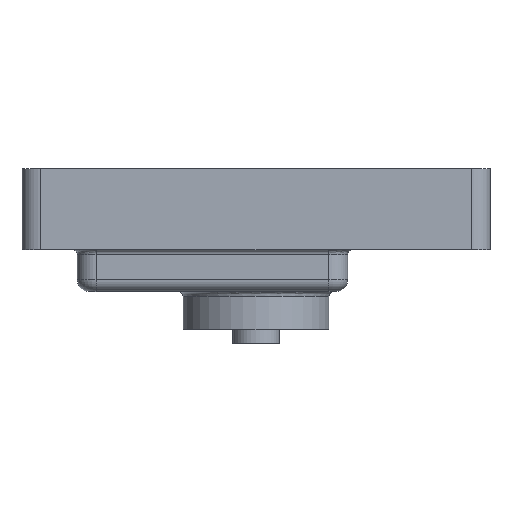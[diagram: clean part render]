
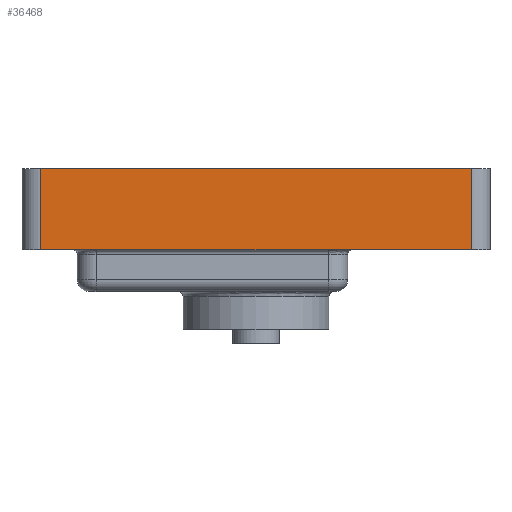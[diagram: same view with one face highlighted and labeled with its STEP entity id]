
A CAD part, front view. The second image highlights one B-rep face of the part: STEP entity #36468.
In plain terms, the highlighted planar face has unit normal (0, -1, 0).
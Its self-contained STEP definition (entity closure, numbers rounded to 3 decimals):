
#1843 = ORIENTED_EDGE ( 'NONE', *, *, #31296, .F. ) ;
#2275 = CARTESIAN_POINT ( 'NONE',  ( 91.5, -99.5, 30.95 ) ) ;
#7448 = DIRECTION ( 'NONE',  ( 0., 1., 0. ) ) ;
#7734 = EDGE_LOOP ( 'NONE', ( #21260, #1843, #44167, #30152 ) ) ;
#8830 = CARTESIAN_POINT ( 'NONE',  ( 91.5, -99.5, 13.7 ) ) ;
#10349 = FACE_OUTER_BOUND ( 'NONE', #7734, .T. ) ;
#11637 = LINE ( 'NONE', #36006, #34876 ) ;
#15591 = DIRECTION ( 'NONE',  ( 0., 0., 1. ) ) ;
#17393 = DIRECTION ( 'NONE',  ( 0., 0., 1. ) ) ;
#17681 = VERTEX_POINT ( 'NONE', #8830 ) ;
#19558 = CARTESIAN_POINT ( 'NONE',  ( 99.5, -99.5, 0. ) ) ;
#21260 = ORIENTED_EDGE ( 'NONE', *, *, #39352, .T. ) ;
#23126 = VECTOR ( 'NONE', #24981, 1000. ) ;
#24298 = EDGE_CURVE ( 'NONE', #25505, #48656, #11637, .T. ) ;
#24981 = DIRECTION ( 'NONE',  ( 1., 0., 0. ) ) ;
#25505 = VERTEX_POINT ( 'NONE', #39975 ) ;
#25549 = LINE ( 'NONE', #47101, #23126 ) ;
#30018 = VERTEX_POINT ( 'NONE', #33499 ) ;
#30152 = ORIENTED_EDGE ( 'NONE', *, *, #36681, .F. ) ;
#31296 = EDGE_CURVE ( 'NONE', #48656, #17681, #43410, .T. ) ;
#32116 = VECTOR ( 'NONE', #32383, 1000. ) ;
#32383 = DIRECTION ( 'NONE',  ( 0., 0., -1. ) ) ;
#33499 = CARTESIAN_POINT ( 'NONE',  ( -91.5, -99.5, 13.7 ) ) ;
#34876 = VECTOR ( 'NONE', #35853, 1000. ) ;
#35853 = DIRECTION ( 'NONE',  ( 1., 0., 0. ) ) ;
#36006 = CARTESIAN_POINT ( 'NONE',  ( 99.5, -99.5, 48.2 ) ) ;
#36205 = CARTESIAN_POINT ( 'NONE',  ( -91.5, -99.5, 0. ) ) ;
#36468 = ADVANCED_FACE ( 'NONE', ( #10349 ), #42041, .F. ) ;
#36681 = EDGE_CURVE ( 'NONE', #30018, #25505, #46084, .T. ) ;
#39352 = EDGE_CURVE ( 'NONE', #30018, #17681, #25549, .T. ) ;
#39406 = CARTESIAN_POINT ( 'NONE',  ( 91.5, -99.5, 48.2 ) ) ;
#39975 = CARTESIAN_POINT ( 'NONE',  ( -91.5, -99.5, 48.2 ) ) ;
#40839 = AXIS2_PLACEMENT_3D ( 'NONE', #19558, #7448, #15591 ) ;
#42041 = PLANE ( 'NONE',  #40839 ) ;
#43410 = LINE ( 'NONE', #2275, #32116 ) ;
#43701 = VECTOR ( 'NONE', #17393, 1000. ) ;
#44167 = ORIENTED_EDGE ( 'NONE', *, *, #24298, .F. ) ;
#46084 = LINE ( 'NONE', #36205, #43701 ) ;
#47101 = CARTESIAN_POINT ( 'NONE',  ( 0., -99.5, 13.7 ) ) ;
#48656 = VERTEX_POINT ( 'NONE', #39406 ) ;
